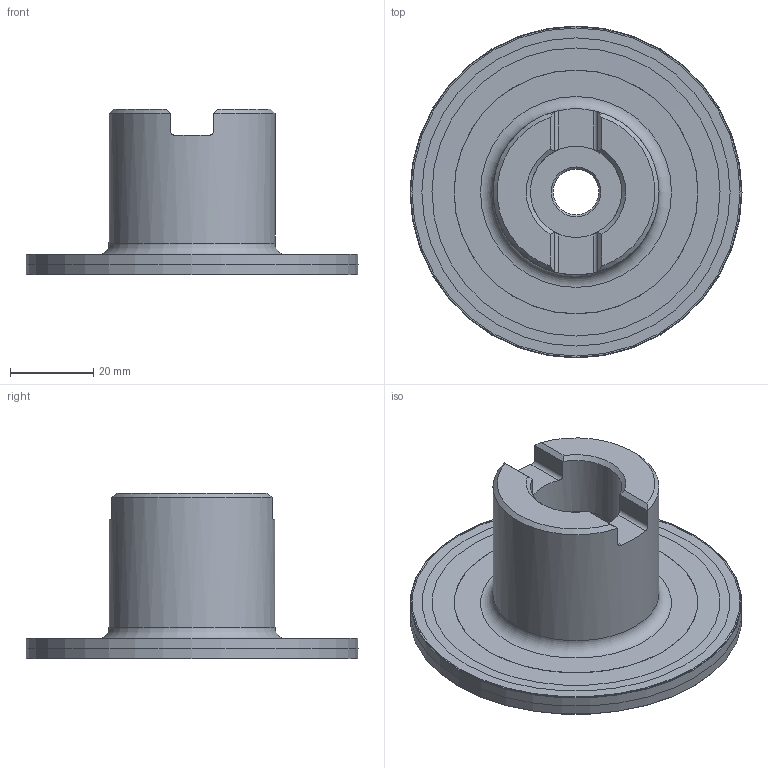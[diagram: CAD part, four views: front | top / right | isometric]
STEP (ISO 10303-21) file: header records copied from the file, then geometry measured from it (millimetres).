
FILE_DESCRIPTION(/* description */ (''),/* implementation_level */ '2;1');
FILE_NAME(/* name */ '80A04R_S90SN11N5_SIM.stp',/* time_stamp */ '2020-01-10T13:47:48+01:00',/* author */ (''),/* organization */ (''),/* preprocessor_version */ 'ST-DEVELOPER v16.7',/* originating_system */ 'SIEMENS PLM Software NX 12.0',/* authorisation */ '');
FILE_SCHEMA (('AUTOMOTIVE_DESIGN { 1 0 10303 214 3 1 1 1 }'));
Length unit declared in the file: millimetre
Products named in the file (1): pp0720C81519vwzt
Bounding box: 80 x 80 x 40 mm (x, y, z)
Volume: 63131.8 mm3; surface area: 23472.1 mm2
Topology: 2 solids, 2 shells, 60 faces, 128 edges, 73 vertices
Faces by surface type: revolution 18, plane 17, cone 13, cylinder 10, torus 2
Full cylindrical faces by diameter (mm): 11 x1, 18 x1, 22 x1, 23 x1, 40 x1, 77 x1
Entity records: 1661 total; most frequent: CARTESIAN_POINT 475, DIRECTION 230, ORIENTED_EDGE 182, EDGE_LOOP 100, AXIS2_PLACEMENT_3D 94, EDGE_CURVE 91, FACE_BOUND 80, VERTEX_POINT 71
